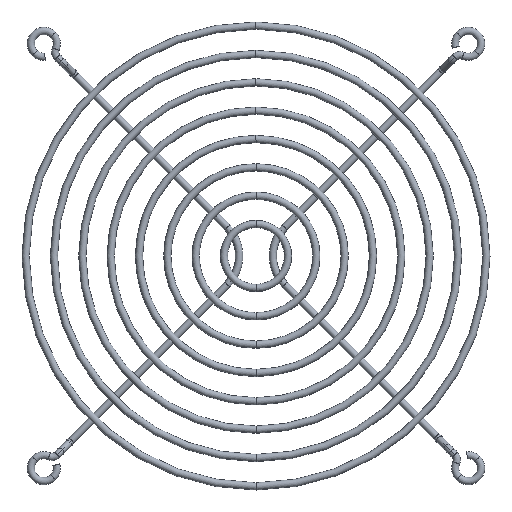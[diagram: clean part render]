
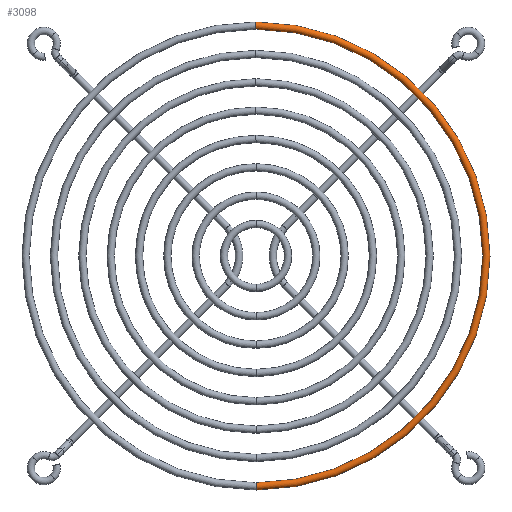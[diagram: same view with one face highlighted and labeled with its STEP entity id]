
A CAD part, front view. The second image highlights one B-rep face of the part: STEP entity #3098.
In plain terms, the highlighted toroidal (fillet/blend) face has major radius 56.9 mm and minor radius 0.9 mm.
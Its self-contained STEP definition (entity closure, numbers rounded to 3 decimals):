
#3098 = ADVANCED_FACE('',(#3099),#3114,.T.);
#3099 = FACE_BOUND('',#3100,.T.);
#3100 = EDGE_LOOP('',(#3101,#3137,#3166,#3190));
#3101 = ORIENTED_EDGE('',*,*,#3102,.F.);
#3102 = EDGE_CURVE('',#3103,#3105,#3107,.T.);
#3103 = VERTEX_POINT('',#3104);
#3104 = CARTESIAN_POINT('',(0.,0.,57.8));
#3105 = VERTEX_POINT('',#3106);
#3106 = CARTESIAN_POINT('',(0.,0.,56.));
#3107 = SURFACE_CURVE('',#3108,(#3113,#3125),.PCURVE_S1.);
#3108 = CIRCLE('',#3109,0.9);
#3109 = AXIS2_PLACEMENT_3D('',#3110,#3111,#3112);
#3110 = CARTESIAN_POINT('',(0.,0.,56.9));
#3111 = DIRECTION('',(1.,0.,0.));
#3112 = DIRECTION('',(0.,0.,-1.));
#3113 = PCURVE('',#3114,#3119);
#3114 = TOROIDAL_SURFACE('',#3115,56.9,0.9);
#3115 = AXIS2_PLACEMENT_3D('',#3116,#3117,#3118);
#3116 = CARTESIAN_POINT('',(0.,0.,0.));
#3117 = DIRECTION('',(-0.,-1.,-0.));
#3118 = DIRECTION('',(0.,0.,-1.));
#3119 = DEFINITIONAL_REPRESENTATION('',(#3120),#3124);
#3120 = LINE('',#3121,#3122);
#3121 = CARTESIAN_POINT('',(3.142,-3.142));
#3122 = VECTOR('',#3123,1.);
#3123 = DIRECTION('',(0.,1.));
#3124 = ( GEOMETRIC_REPRESENTATION_CONTEXT(2) 
PARAMETRIC_REPRESENTATION_CONTEXT() REPRESENTATION_CONTEXT('2D SPACE',''
  ) );
#3125 = PCURVE('',#3126,#3131);
#3126 = TOROIDAL_SURFACE('',#3127,56.9,0.9);
#3127 = AXIS2_PLACEMENT_3D('',#3128,#3129,#3130);
#3128 = CARTESIAN_POINT('',(0.,0.,0.));
#3129 = DIRECTION('',(-0.,-1.,-0.));
#3130 = DIRECTION('',(0.,0.,-1.));
#3131 = DEFINITIONAL_REPRESENTATION('',(#3132),#3136);
#3132 = LINE('',#3133,#3134);
#3133 = CARTESIAN_POINT('',(3.142,-3.142));
#3134 = VECTOR('',#3135,1.);
#3135 = DIRECTION('',(0.,1.));
#3136 = ( GEOMETRIC_REPRESENTATION_CONTEXT(2) 
PARAMETRIC_REPRESENTATION_CONTEXT() REPRESENTATION_CONTEXT('2D SPACE',''
  ) );
#3137 = ORIENTED_EDGE('',*,*,#3138,.T.);
#3138 = EDGE_CURVE('',#3103,#3139,#3141,.T.);
#3139 = VERTEX_POINT('',#3140);
#3140 = CARTESIAN_POINT('',(0.,0.,-57.8));
#3141 = SURFACE_CURVE('',#3142,(#3147,#3154),.PCURVE_S1.);
#3142 = CIRCLE('',#3143,57.8);
#3143 = AXIS2_PLACEMENT_3D('',#3144,#3145,#3146);
#3144 = CARTESIAN_POINT('',(0.,0.,0.));
#3145 = DIRECTION('',(0.,-1.,0.));
#3146 = DIRECTION('',(0.,0.,-1.));
#3147 = PCURVE('',#3114,#3148);
#3148 = DEFINITIONAL_REPRESENTATION('',(#3149),#3153);
#3149 = LINE('',#3150,#3151);
#3150 = CARTESIAN_POINT('',(0.,0.));
#3151 = VECTOR('',#3152,1.);
#3152 = DIRECTION('',(1.,0.));
#3153 = ( GEOMETRIC_REPRESENTATION_CONTEXT(2) 
PARAMETRIC_REPRESENTATION_CONTEXT() REPRESENTATION_CONTEXT('2D SPACE',''
  ) );
#3154 = PCURVE('',#3155,#3160);
#3155 = TOROIDAL_SURFACE('',#3156,56.9,0.9);
#3156 = AXIS2_PLACEMENT_3D('',#3157,#3158,#3159);
#3157 = CARTESIAN_POINT('',(0.,0.,0.));
#3158 = DIRECTION('',(-0.,-1.,-0.));
#3159 = DIRECTION('',(0.,0.,-1.));
#3160 = DEFINITIONAL_REPRESENTATION('',(#3161),#3165);
#3161 = LINE('',#3162,#3163);
#3162 = CARTESIAN_POINT('',(0.,6.283));
#3163 = VECTOR('',#3164,1.);
#3164 = DIRECTION('',(1.,0.));
#3165 = ( GEOMETRIC_REPRESENTATION_CONTEXT(2) 
PARAMETRIC_REPRESENTATION_CONTEXT() REPRESENTATION_CONTEXT('2D SPACE',''
  ) );
#3166 = ORIENTED_EDGE('',*,*,#3167,.T.);
#3167 = EDGE_CURVE('',#3139,#3168,#3170,.T.);
#3168 = VERTEX_POINT('',#3169);
#3169 = CARTESIAN_POINT('',(0.,0.,-56.));
#3170 = SURFACE_CURVE('',#3171,(#3176,#3183),.PCURVE_S1.);
#3171 = CIRCLE('',#3172,0.9);
#3172 = AXIS2_PLACEMENT_3D('',#3173,#3174,#3175);
#3173 = CARTESIAN_POINT('',(0.,0.,-56.9));
#3174 = DIRECTION('',(-1.,0.,0.));
#3175 = DIRECTION('',(0.,0.,1.));
#3176 = PCURVE('',#3114,#3177);
#3177 = DEFINITIONAL_REPRESENTATION('',(#3178),#3182);
#3178 = LINE('',#3179,#3180);
#3179 = CARTESIAN_POINT('',(6.283,-3.142));
#3180 = VECTOR('',#3181,1.);
#3181 = DIRECTION('',(0.,1.));
#3182 = ( GEOMETRIC_REPRESENTATION_CONTEXT(2) 
PARAMETRIC_REPRESENTATION_CONTEXT() REPRESENTATION_CONTEXT('2D SPACE',''
  ) );
#3183 = PCURVE('',#3126,#3184);
#3184 = DEFINITIONAL_REPRESENTATION('',(#3185),#3189);
#3185 = LINE('',#3186,#3187);
#3186 = CARTESIAN_POINT('',(0.,-3.142));
#3187 = VECTOR('',#3188,1.);
#3188 = DIRECTION('',(0.,1.));
#3189 = ( GEOMETRIC_REPRESENTATION_CONTEXT(2) 
PARAMETRIC_REPRESENTATION_CONTEXT() REPRESENTATION_CONTEXT('2D SPACE',''
  ) );
#3190 = ORIENTED_EDGE('',*,*,#3191,.F.);
#3191 = EDGE_CURVE('',#3105,#3168,#3192,.T.);
#3192 = SURFACE_CURVE('',#3193,(#3198,#3205),.PCURVE_S1.);
#3193 = CIRCLE('',#3194,56.);
#3194 = AXIS2_PLACEMENT_3D('',#3195,#3196,#3197);
#3195 = CARTESIAN_POINT('',(0.,0.,0.));
#3196 = DIRECTION('',(0.,-1.,0.));
#3197 = DIRECTION('',(0.,0.,-1.));
#3198 = PCURVE('',#3114,#3199);
#3199 = DEFINITIONAL_REPRESENTATION('',(#3200),#3204);
#3200 = LINE('',#3201,#3202);
#3201 = CARTESIAN_POINT('',(0.,3.142));
#3202 = VECTOR('',#3203,1.);
#3203 = DIRECTION('',(1.,0.));
#3204 = ( GEOMETRIC_REPRESENTATION_CONTEXT(2) 
PARAMETRIC_REPRESENTATION_CONTEXT() REPRESENTATION_CONTEXT('2D SPACE',''
  ) );
#3205 = PCURVE('',#3155,#3206);
#3206 = DEFINITIONAL_REPRESENTATION('',(#3207),#3211);
#3207 = LINE('',#3208,#3209);
#3208 = CARTESIAN_POINT('',(0.,3.142));
#3209 = VECTOR('',#3210,1.);
#3210 = DIRECTION('',(1.,0.));
#3211 = ( GEOMETRIC_REPRESENTATION_CONTEXT(2) 
PARAMETRIC_REPRESENTATION_CONTEXT() REPRESENTATION_CONTEXT('2D SPACE',''
  ) );
